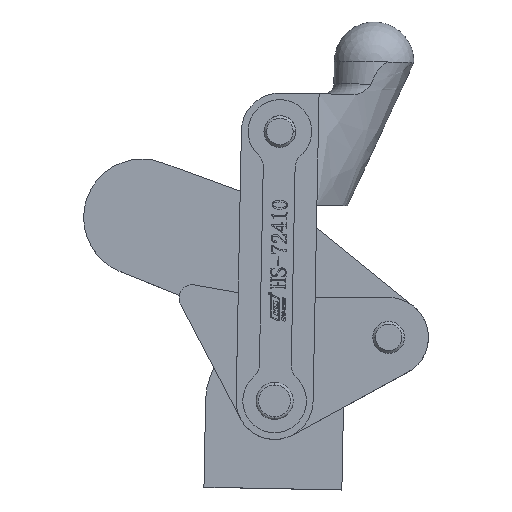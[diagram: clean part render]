
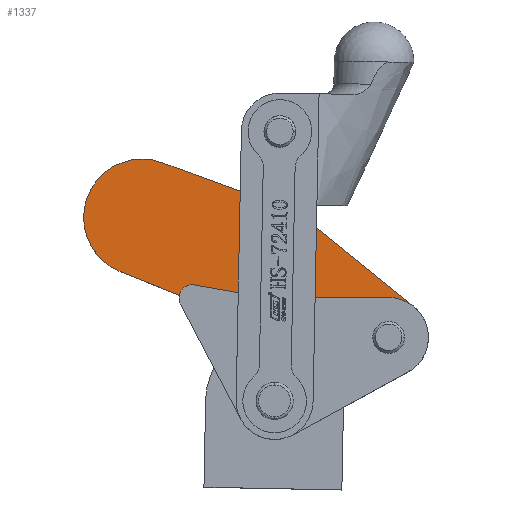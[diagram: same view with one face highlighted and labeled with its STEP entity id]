
A CAD part, top view. The second image highlights one B-rep face of the part: STEP entity #1337.
In plain terms, the highlighted planar face has unit normal (0, 0, 1).
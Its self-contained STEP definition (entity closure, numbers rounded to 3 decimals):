
#95 = VERTEX_POINT ( 'NONE', #8945 ) ;
#99 = VERTEX_POINT ( 'NONE', #8941 ) ;
#101 = VERTEX_POINT ( 'NONE', #8939 ) ;
#104 = VERTEX_POINT ( 'NONE', #8936 ) ;
#106 = VERTEX_POINT ( 'NONE', #8934 ) ;
#107 = VERTEX_POINT ( 'NONE', #8933 ) ;
#110 = VERTEX_POINT ( 'NONE', #8930 ) ;
#117 = VERTEX_POINT ( 'NONE', #8923 ) ;
#120 = VERTEX_POINT ( 'NONE', #8920 ) ;
#124 = VERTEX_POINT ( 'NONE', #8916 ) ;
#144 = VERTEX_POINT ( 'NONE', #8894 ) ;
#1337 = ADVANCED_FACE ( 'NONE', ( #2995, #3020, #3011 ), #9592, .T. ) ;
#1935 = CARTESIAN_POINT ( 'NONE',  ( 93.1, -45., 8. ) ) ;
#1936 = DIRECTION ( 'NONE',  ( 0., 0., 1. ) ) ;
#1937 = DIRECTION ( 'NONE',  ( 1., 0., 0. ) ) ;
#1946 = CARTESIAN_POINT ( 'NONE',  ( 51.1, -14.5, 8. ) ) ;
#1947 = DIRECTION ( 'NONE',  ( 0., 0., 1. ) ) ;
#1948 = DIRECTION ( 'NONE',  ( 1., 0., 0. ) ) ;
#1979 = CARTESIAN_POINT ( 'NONE',  ( 93.1, -45., 8. ) ) ;
#1980 = DIRECTION ( 'NONE',  ( 0., 0., 1. ) ) ;
#1981 = DIRECTION ( 'NONE',  ( 1., 0., 0. ) ) ;
#2027 = CARTESIAN_POINT ( 'NONE',  ( 7.494, 20.684, 8. ) ) ;
#2029 = DIRECTION ( 'NONE',  ( 0.94, -0.341, 0. ) ) ;
#2043 = CARTESIAN_POINT ( 'NONE',  ( 0., 0., 8. ) ) ;
#2044 = DIRECTION ( 'NONE',  ( 0., 0., 1. ) ) ;
#2045 = DIRECTION ( 'NONE',  ( 1., 0., 0. ) ) ;
#2074 = CARTESIAN_POINT ( 'NONE',  ( 43.577, -24.297, 8. ) ) ;
#2075 = DIRECTION ( 'NONE',  ( 0., 0., 1. ) ) ;
#2076 = DIRECTION ( 'NONE',  ( 1., 0., 0. ) ) ;
#2995 = FACE_BOUND ( 'NONE', #18784, .T. ) ;
#3011 = FACE_BOUND ( 'NONE', #18787, .T. ) ;
#3020 = FACE_OUTER_BOUND ( 'NONE', #18777, .T. ) ;
#3512 = CIRCLE ( 'NONE', #10593, 22. ) ;
#3602 = CIRCLE ( 'NONE', #10605, 6. ) ;
#3611 = CIRCLE ( 'NONE', #10607, 6. ) ;
#3692 = LINE ( 'NONE', #17562, #3699 ) ;
#3699 = VECTOR ( 'NONE', #17563, 1000. ) ;
#3724 = LINE ( 'NONE', #17582, #3737 ) ;
#3737 = VECTOR ( 'NONE', #17590, 1000. ) ;
#3762 = CIRCLE ( 'NONE', #16702, 15. ) ;
#3768 = CIRCLE ( 'NONE', #16705, 6. ) ;
#3788 = CIRCLE ( 'NONE', #16709, 6. ) ;
#3821 = LINE ( 'NONE', #2027, #3828 ) ;
#3828 = VECTOR ( 'NONE', #2029, 1000. ) ;
#3832 = CIRCLE ( 'NONE', #16719, 22. ) ;
#3845 = CIRCLE ( 'NONE', #16726, 30. ) ;
#8190 = EDGE_CURVE ( 'NONE', #110, #104, #3512, .T. ) ;
#8228 = EDGE_CURVE ( 'NONE', #95, #117, #3602, .T. ) ;
#8234 = EDGE_CURVE ( 'NONE', #124, #99, #3611, .T. ) ;
#8267 = EDGE_CURVE ( 'NONE', #101, #144, #3692, .T. ) ;
#8279 = EDGE_CURVE ( 'NONE', #104, #106, #3724, .T. ) ;
#8295 = EDGE_CURVE ( 'NONE', #106, #144, #3762, .T. ) ;
#8299 = EDGE_CURVE ( 'NONE', #117, #95, #3768, .T. ) ;
#8314 = EDGE_CURVE ( 'NONE', #99, #124, #3788, .T. ) ;
#8351 = EDGE_CURVE ( 'NONE', #120, #107, #3821, .T. ) ;
#8360 = EDGE_CURVE ( 'NONE', #120, #110, #3832, .T. ) ;
#8376 = EDGE_CURVE ( 'NONE', #101, #107, #3845, .T. ) ;
#8894 = CARTESIAN_POINT ( 'NONE',  ( 102.523, -33.329, 8. ) ) ;
#8916 = CARTESIAN_POINT ( 'NONE',  ( 87.1, -45., 8. ) ) ;
#8920 = CARTESIAN_POINT ( 'NONE',  ( 7.494, 20.684, 8. ) ) ;
#8923 = CARTESIAN_POINT ( 'NONE',  ( 57.1, -14.5, 8. ) ) ;
#8930 = CARTESIAN_POINT ( 'NONE',  ( -22., 0., 8. ) ) ;
#8933 = CARTESIAN_POINT ( 'NONE',  ( 53.796, 3.909, 8. ) ) ;
#8934 = CARTESIAN_POINT ( 'NONE',  ( 87.501, -58.916, 8. ) ) ;
#8936 = CARTESIAN_POINT ( 'NONE',  ( -8.211, -20.41, 8. ) ) ;
#8939 = CARTESIAN_POINT ( 'NONE',  ( 62.422, -0.954, 8. ) ) ;
#8941 = CARTESIAN_POINT ( 'NONE',  ( 99.1, -45., 8. ) ) ;
#8945 = CARTESIAN_POINT ( 'NONE',  ( 45.1, -14.5, 8. ) ) ;
#9588 = DIRECTION ( 'NONE',  ( 0., 0., 1. ) ) ;
#9590 = CARTESIAN_POINT ( 'NONE',  ( 0., 0., 8. ) ) ;
#9592 = PLANE ( 'NONE',  #10499 ) ;
#9594 = DIRECTION ( 'NONE',  ( 1., 0., 0. ) ) ;
#10499 = AXIS2_PLACEMENT_3D ( 'NONE', #9590, #9588, #9594 ) ;
#10593 = AXIS2_PLACEMENT_3D ( 'NONE', #17421, #17422, #17423 ) ;
#10605 = AXIS2_PLACEMENT_3D ( 'NONE', #17485, #17486, #17487 ) ;
#10607 = AXIS2_PLACEMENT_3D ( 'NONE', #17495, #17496, #17497 ) ;
#15915 = ORIENTED_EDGE ( 'NONE', *, *, #8228, .F. ) ;
#15916 = ORIENTED_EDGE ( 'NONE', *, *, #8299, .F. ) ;
#15917 = ORIENTED_EDGE ( 'NONE', *, *, #8267, .F. ) ;
#15918 = ORIENTED_EDGE ( 'NONE', *, *, #8376, .T. ) ;
#15919 = ORIENTED_EDGE ( 'NONE', *, *, #8351, .F. ) ;
#15920 = ORIENTED_EDGE ( 'NONE', *, *, #8360, .T. ) ;
#15921 = ORIENTED_EDGE ( 'NONE', *, *, #8190, .T. ) ;
#15922 = ORIENTED_EDGE ( 'NONE', *, *, #8279, .T. ) ;
#15923 = ORIENTED_EDGE ( 'NONE', *, *, #8295, .T. ) ;
#15924 = ORIENTED_EDGE ( 'NONE', *, *, #8234, .F. ) ;
#15925 = ORIENTED_EDGE ( 'NONE', *, *, #8314, .F. ) ;
#16702 = AXIS2_PLACEMENT_3D ( 'NONE', #1935, #1936, #1937 ) ;
#16705 = AXIS2_PLACEMENT_3D ( 'NONE', #1946, #1947, #1948 ) ;
#16709 = AXIS2_PLACEMENT_3D ( 'NONE', #1979, #1980, #1981 ) ;
#16719 = AXIS2_PLACEMENT_3D ( 'NONE', #2043, #2044, #2045 ) ;
#16726 = AXIS2_PLACEMENT_3D ( 'NONE', #2074, #2075, #2076 ) ;
#17421 = CARTESIAN_POINT ( 'NONE',  ( 0., 0., 8. ) ) ;
#17422 = DIRECTION ( 'NONE',  ( 0., 0., 1. ) ) ;
#17423 = DIRECTION ( 'NONE',  ( 1., 0., 0. ) ) ;
#17485 = CARTESIAN_POINT ( 'NONE',  ( 51.1, -14.5, 8. ) ) ;
#17486 = DIRECTION ( 'NONE',  ( 0., 0., 1. ) ) ;
#17487 = DIRECTION ( 'NONE',  ( 1., 0., 0. ) ) ;
#17495 = CARTESIAN_POINT ( 'NONE',  ( 93.1, -45., 8. ) ) ;
#17496 = DIRECTION ( 'NONE',  ( 0., 0., 1. ) ) ;
#17497 = DIRECTION ( 'NONE',  ( 1., 0., 0. ) ) ;
#17562 = CARTESIAN_POINT ( 'NONE',  ( 24.165, 29.932, 8. ) ) ;
#17563 = DIRECTION ( 'NONE',  ( 0.778, -0.628, 0. ) ) ;
#17582 = CARTESIAN_POINT ( 'NONE',  ( -8.211, -20.41, 8. ) ) ;
#17590 = DIRECTION ( 'NONE',  ( 0.928, -0.373, 0. ) ) ;
#18777 = EDGE_LOOP ( 'NONE', ( #15917, #15918, #15919, #15920, #15921, #15922, #15923 ) ) ;
#18784 = EDGE_LOOP ( 'NONE', ( #15915, #15916 ) ) ;
#18787 = EDGE_LOOP ( 'NONE', ( #15924, #15925 ) ) ;
